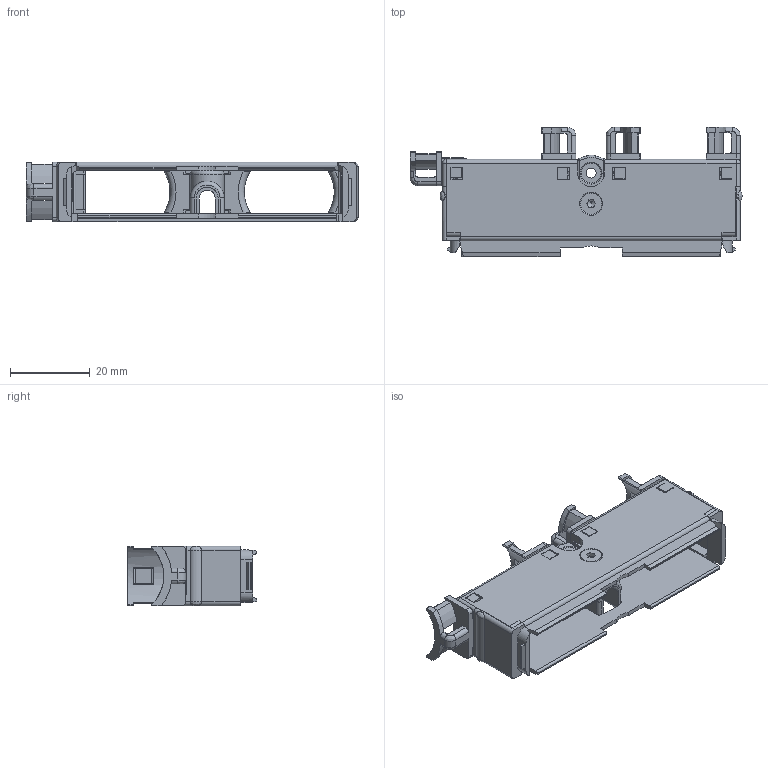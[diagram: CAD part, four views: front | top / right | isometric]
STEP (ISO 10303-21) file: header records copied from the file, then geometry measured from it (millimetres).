
FILE_DESCRIPTION((''),'2;1');
FILE_NAME('33516024303','2019-10-31T',('presta_be4'),(''),'CREO PARAMETRIC BY PTC INC, 2018360','CREO PARAMETRIC BY PTC INC, 2018360','');
FILE_SCHEMA(('CONFIG_CONTROL_DESIGN'));
Length unit declared in the file: millimetre
Products named in the file (1): 33516024303
Bounding box: 83.5 x 32.55 x 15.02 mm (x, y, z)
Volume: 10901.1 mm3; surface area: 12949.3 mm2
Topology: 1 solids, 1 shells, 781 faces, 2153 edges, 1380 vertices
Faces by surface type: plane 412, cylinder 314, bspline 20, torus 17, cone 12, sphere 6
Entity records: 26606 total; most frequent: CARTESIAN_POINT 6356, ORIENTED_EDGE 4290, DIRECTION 4206, EDGE_CURVE 2145, VECTOR 1406, LINE 1406, AXIS2_PLACEMENT_3D 1400, VERTEX_POINT 1380
